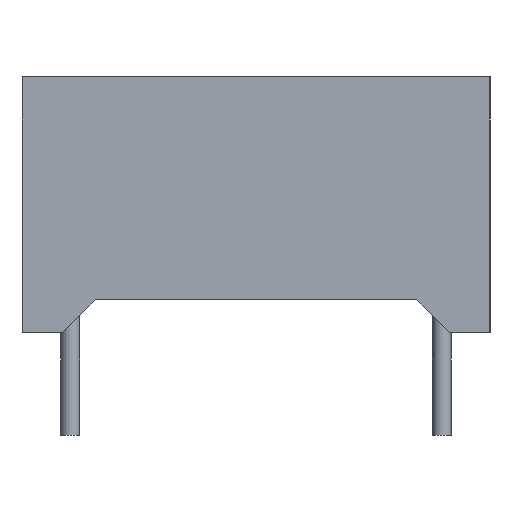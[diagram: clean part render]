
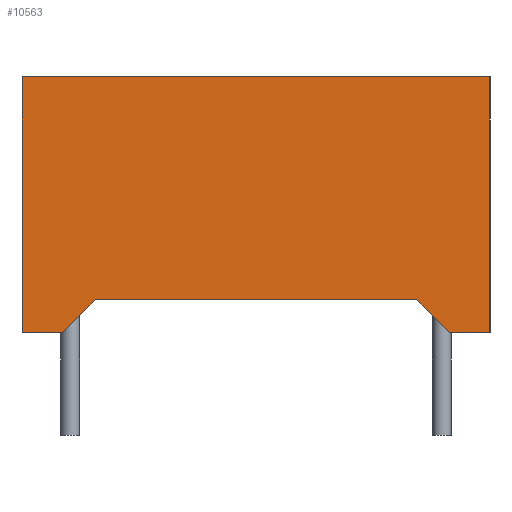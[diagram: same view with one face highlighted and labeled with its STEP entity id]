
A CAD part, left-side view. The second image highlights one B-rep face of the part: STEP entity #10563.
In plain terms, the highlighted planar face has unit normal (-1, 0, 0).
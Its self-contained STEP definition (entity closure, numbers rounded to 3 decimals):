
#884=FACE_OUTER_BOUND('',#1507,.T.);
#1507=EDGE_LOOP('',(#8904,#8905,#8906,#8907,#8908,#8909,#8910,#8911));
#2197=LINE('',#16018,#3472);
#2398=LINE('',#16848,#3673);
#2407=LINE('',#16865,#3682);
#2434=LINE('',#16917,#3709);
#2444=LINE('',#16938,#3719);
#2452=LINE('',#16953,#3727);
#2708=LINE('',#17502,#3983);
#2709=LINE('',#17503,#3984);
#3472=VECTOR('',#12229,10.);
#3673=VECTOR('',#12562,10.);
#3682=VECTOR('',#12577,10.);
#3709=VECTOR('',#12616,10.);
#3719=VECTOR('',#12638,10.);
#3727=VECTOR('',#12654,10.);
#3983=VECTOR('',#13146,10.);
#3984=VECTOR('',#13147,10.);
#4659=VERTEX_POINT('',#16015);
#4660=VERTEX_POINT('',#16017);
#4822=VERTEX_POINT('',#16846);
#4823=VERTEX_POINT('',#16847);
#4828=VERTEX_POINT('',#16864);
#4847=VERTEX_POINT('',#16915);
#4852=VERTEX_POINT('',#16937);
#5030=VERTEX_POINT('',#17501);
#5833=EDGE_CURVE('',#4660,#4659,#2197,.T.);
#6074=EDGE_CURVE('',#4822,#4823,#2398,.T.);
#6083=EDGE_CURVE('',#4828,#4823,#2407,.T.);
#6110=EDGE_CURVE('',#4822,#4847,#2434,.T.);
#6120=EDGE_CURVE('',#4852,#4847,#2444,.T.);
#6128=EDGE_CURVE('',#4660,#4852,#2452,.T.);
#6390=EDGE_CURVE('',#5030,#4659,#2708,.T.);
#6391=EDGE_CURVE('',#4828,#5030,#2709,.T.);
#8904=ORIENTED_EDGE('',*,*,#6110,.T.);
#8905=ORIENTED_EDGE('',*,*,#6120,.F.);
#8906=ORIENTED_EDGE('',*,*,#6128,.F.);
#8907=ORIENTED_EDGE('',*,*,#5833,.T.);
#8908=ORIENTED_EDGE('',*,*,#6390,.F.);
#8909=ORIENTED_EDGE('',*,*,#6391,.F.);
#8910=ORIENTED_EDGE('',*,*,#6083,.T.);
#8911=ORIENTED_EDGE('',*,*,#6074,.F.);
#9968=PLANE('',#11194);
#10563=ADVANCED_FACE('',(#884),#9968,.T.);
#11194=AXIS2_PLACEMENT_3D('',#17500,#13144,#13145);
#12229=DIRECTION('',(0.,0.,1.));
#12562=DIRECTION('',(0.,0.707,-0.707));
#12577=DIRECTION('',(0.,-1.,0.));
#12616=DIRECTION('',(0.,-1.,0.));
#12638=DIRECTION('',(0.,0.707,0.707));
#12654=DIRECTION('',(0.,1.,0.));
#13144=DIRECTION('center_axis',(-1.,0.,0.));
#13145=DIRECTION('ref_axis',(0.,-1.,0.));
#13146=DIRECTION('',(0.,-1.,0.));
#13147=DIRECTION('',(0.,0.,1.));
#16015=CARTESIAN_POINT('',(17.,4.,7.));
#16017=CARTESIAN_POINT('',(17.,4.,0.));
#16018=CARTESIAN_POINT('',(17.,4.,0.));
#16846=CARTESIAN_POINT('',(17.,14.8,0.9));
#16847=CARTESIAN_POINT('',(17.,15.7,0.));
#16848=CARTESIAN_POINT('',(17.,15.75,-0.05));
#16864=CARTESIAN_POINT('',(17.,16.8,0.));
#16865=CARTESIAN_POINT('',(17.,16.8,0.));
#16915=CARTESIAN_POINT('',(17.,6.,0.9));
#16917=CARTESIAN_POINT('',(17.,16.8,0.9));
#16937=CARTESIAN_POINT('',(17.,5.1,0.));
#16938=CARTESIAN_POINT('',(17.,5.55,0.45));
#16953=CARTESIAN_POINT('',(17.,4.,0.));
#17500=CARTESIAN_POINT('Origin',(17.,16.8,0.9));
#17501=CARTESIAN_POINT('',(17.,16.8,7.));
#17502=CARTESIAN_POINT('',(17.,16.8,7.));
#17503=CARTESIAN_POINT('',(17.,16.8,0.9));
